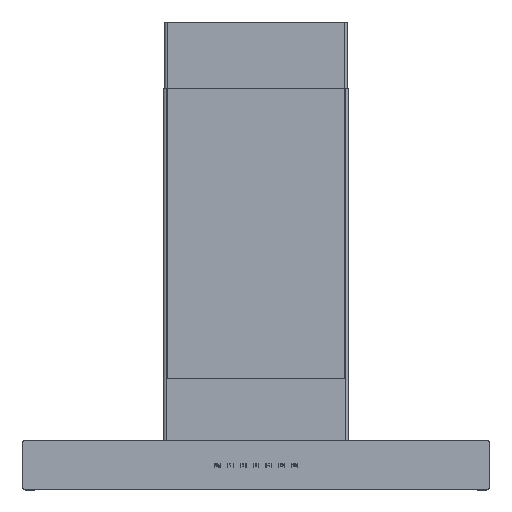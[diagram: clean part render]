
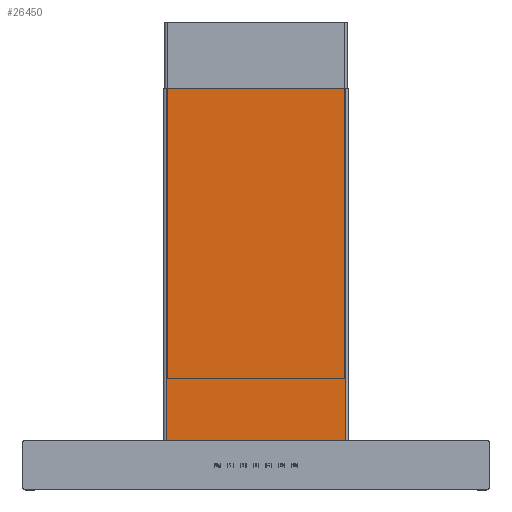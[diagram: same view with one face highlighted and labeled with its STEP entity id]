
A CAD part, top view. The second image highlights one B-rep face of the part: STEP entity #26450.
In plain terms, the highlighted planar face has unit normal (0, 0, 1).
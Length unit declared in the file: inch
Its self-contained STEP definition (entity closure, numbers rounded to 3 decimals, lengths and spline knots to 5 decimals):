
#14796=DIRECTION('',(1.,0.,0.));
#14797=VECTOR('',#14796,11.518);
#14798=CARTESIAN_POINT('',(-5.759,0.,10.947));
#14799=LINE('',#14798,#14797);
#14896=DIRECTION('',(0.,1.,0.));
#14897=VECTOR('',#14896,22.6);
#14898=CARTESIAN_POINT('',(-5.759,0.,10.947));
#14899=LINE('',#14898,#14897);
#14976=DIRECTION('',(0.,1.,0.));
#14977=VECTOR('',#14976,22.6);
#14978=CARTESIAN_POINT('',(5.759,0.,10.947));
#14979=LINE('',#14978,#14977);
#14985=DIRECTION('',(-1.,0.,0.));
#14986=VECTOR('',#14985,11.518);
#14987=CARTESIAN_POINT('',(5.759,22.6,10.947));
#14988=LINE('',#14987,#14986);
#17552=CARTESIAN_POINT('',(5.759,22.6,10.947));
#17554=VERTEX_POINT('',#17552);
#17562=CARTESIAN_POINT('',(-5.759,22.6,10.947));
#17564=VERTEX_POINT('',#17562);
#17592=CARTESIAN_POINT('',(-5.759,0.,10.947));
#17593=CARTESIAN_POINT('',(5.759,0.,10.947));
#17594=VERTEX_POINT('',#17592);
#17595=VERTEX_POINT('',#17593);
#26436=CARTESIAN_POINT('',(0.,0.,10.947));
#26437=DIRECTION('',(0.,0.,1.));
#26438=DIRECTION('',(1.,0.,0.));
#26439=AXIS2_PLACEMENT_3D('',#26436,#26437,#26438);
#26440=PLANE('',#26439);
#26441=ORIENTED_EDGE('',*,*,#26382,.F.);
#26443=ORIENTED_EDGE('',*,*,#26442,.T.);
#26445=ORIENTED_EDGE('',*,*,#26444,.F.);
#26447=ORIENTED_EDGE('',*,*,#26446,.F.);
#26448=EDGE_LOOP('',(#26441,#26443,#26445,#26447));
#26449=FACE_OUTER_BOUND('',#26448,.F.);
#26450=ADVANCED_FACE('',(#26449),#26440,.T.);
#26382=EDGE_CURVE('',#17594,#17595,#14799,.T.);
#26442=EDGE_CURVE('',#17594,#17564,#14899,.T.);
#26444=EDGE_CURVE('',#17554,#17564,#14988,.T.);
#26446=EDGE_CURVE('',#17595,#17554,#14979,.T.);
